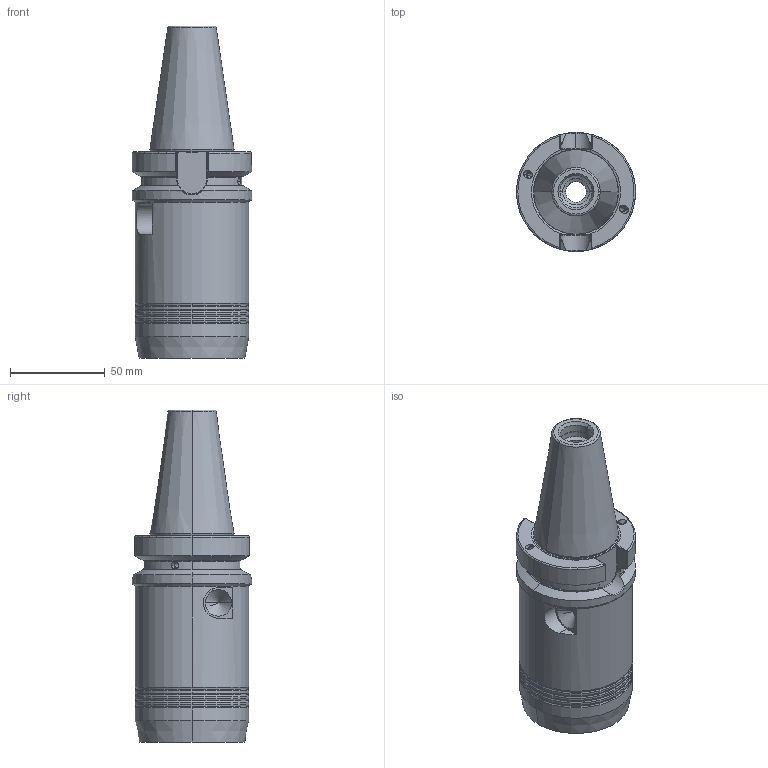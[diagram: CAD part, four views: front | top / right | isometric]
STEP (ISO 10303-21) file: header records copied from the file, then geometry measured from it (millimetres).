
FILE_DESCRIPTION (( 'STEP AP214' ), '1' );
FILE_NAME ('77DC.403.032 x110_step.STEP', '2022-05-05T05:29:55', ( '' ), ( '' ), 'SwSTEP 2.0', 'SolidWorks 2018', '' );
FILE_SCHEMA (( 'AUTOMOTIVE_DESIGN' ));
Length unit declared in the file: millimetre
Products named in the file (1): 77DC.403.032 x110_step
Bounding box: 62.95 x 62.95 x 175.4 mm (x, y, z)
Volume: 298061.7 mm3; surface area: 45755.6 mm2
Topology: 1 solids, 1 shells, 167 faces, 410 edges, 246 vertices
Faces by surface type: cylinder 52, cone 41, torus 38, plane 30, bspline 6
Entity records: 7204 total; most frequent: CARTESIAN_POINT 2759, DIRECTION 857, ORIENTED_EDGE 816, EDGE_CURVE 408, AXIS2_PLACEMENT_3D 366, VERTEX_POINT 246, CIRCLE 204, EDGE_LOOP 180
